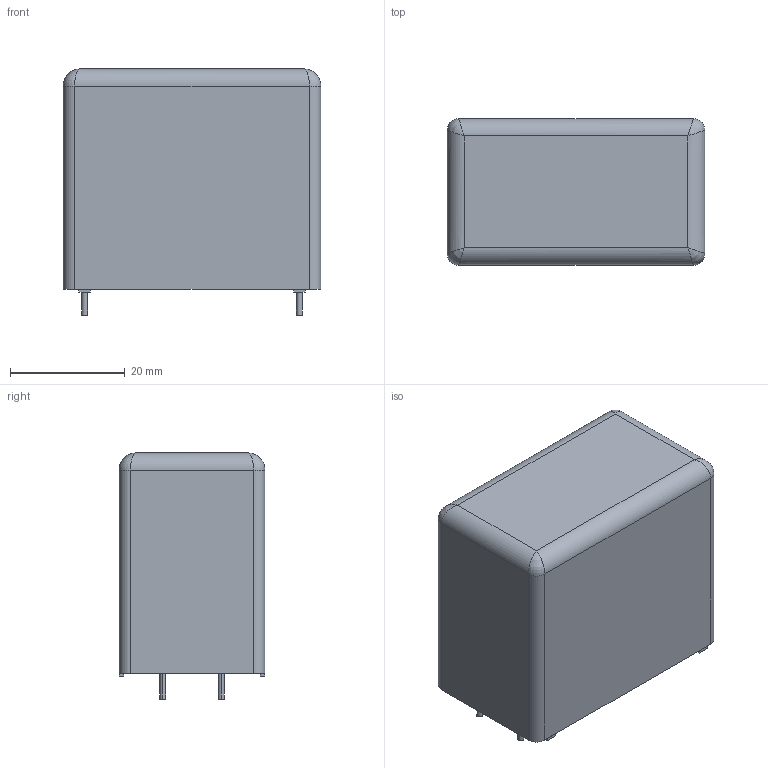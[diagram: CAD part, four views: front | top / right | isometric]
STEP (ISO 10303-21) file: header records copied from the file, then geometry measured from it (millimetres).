
FILE_DESCRIPTION((''),'2;1');
FILE_NAME('CAPR_VISHAY_MKP1848620704P4.stp','2011-11-08T14:06:26',(''),(''),'Mechanical Desktop 2011','Mechanical Desktop 2011',', , ');
FILE_SCHEMA(('AUTOMOTIVE_DESIGN { 1 2 10303 214 1 1 1 1 }'));
Length unit declared in the file: millimetre
Products named in the file (1): Product
Bounding box: 45 x 25.5 x 43 mm (x, y, z)
Volume: 43289 mm3; surface area: 9766.5 mm2
Topology: 10 solids, 10 shells, 77 faces, 160 edges, 100 vertices
Faces by surface type: plane 31, cylinder 24, bspline 22
Entity records: 2540 total; most frequent: CARTESIAN_POINT 888, DIRECTION 316, ORIENTED_EDGE 312, EDGE_CURVE 156, VECTOR 108, LINE 108, AXIS2_PLACEMENT_3D 104, VERTEX_POINT 100
